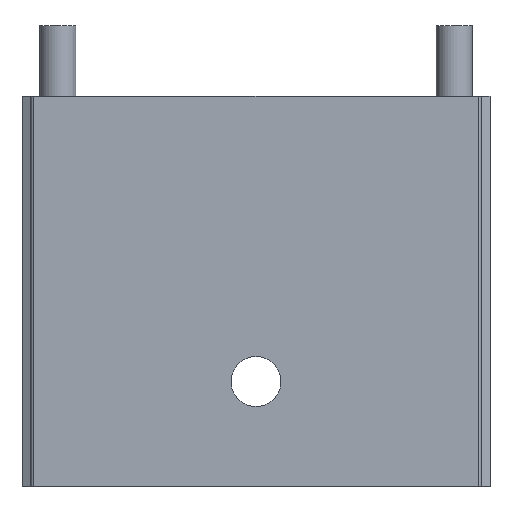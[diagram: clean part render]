
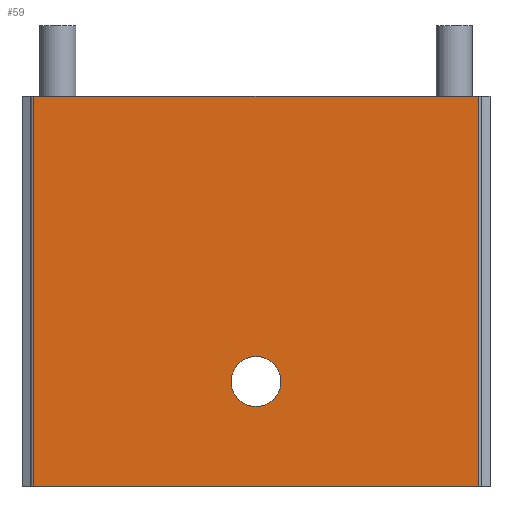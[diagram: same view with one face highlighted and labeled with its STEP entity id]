
A CAD part, front view. The second image highlights one B-rep face of the part: STEP entity #59.
In plain terms, the highlighted planar face has unit normal (0, -1, 0).
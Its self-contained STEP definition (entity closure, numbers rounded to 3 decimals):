
#59=ADVANCED_FACE('NONE',(#133,#134),#135,.F.);
#133=FACE_OUTER_BOUND('',#255,.T.);
#134=FACE_BOUND('',#256,.T.);
#135=PLANE('',#257);
#255=EDGE_LOOP('',(#448,#449,#450,#451));
#256=EDGE_LOOP('',(#452,#453));
#257=AXIS2_PLACEMENT_3D('',#454,#455,#456);
#448=ORIENTED_EDGE('',*,*,#923,.T.);
#449=ORIENTED_EDGE('',*,*,#924,.T.);
#450=ORIENTED_EDGE('',*,*,#925,.F.);
#451=ORIENTED_EDGE('',*,*,#898,.T.);
#452=ORIENTED_EDGE('',*,*,#926,.T.);
#453=ORIENTED_EDGE('',*,*,#879,.T.);
#454=CARTESIAN_POINT('',(0.5,0.0,25.0));
#455=DIRECTION('',(0.0,1.0,0.0));
#456=DIRECTION('',(1.0,0.0,-0.0));
#879=EDGE_CURVE('NONE',#1057,#1058,#1059,.T.);
#898=EDGE_CURVE('NONE',#1089,#1093,#1095,.T.);
#923=EDGE_CURVE('NONE',#1093,#1138,#1139,.T.);
#924=EDGE_CURVE('NONE',#1138,#1140,#1141,.T.);
#925=EDGE_CURVE('NONE',#1089,#1140,#1142,.T.);
#926=EDGE_CURVE('NONE',#1058,#1057,#1143,.T.);
#1057=VERTEX_POINT('NONE',#1343);
#1058=VERTEX_POINT('NONE',#1344);
#1059=CIRCLE('',#1345,1.6);
#1089=VERTEX_POINT('NONE',#1383);
#1093=VERTEX_POINT('NONE',#1388);
#1095=LINE('',#1390,#1391);
#1138=VERTEX_POINT('NONE',#1452);
#1139=LINE('',#1453,#1454);
#1140=VERTEX_POINT('NONE',#1455);
#1141=LINE('',#1456,#1457);
#1142=LINE('',#1458,#1459);
#1143=CIRCLE('',#1460,1.6);
#1343=CARTESIAN_POINT('',(15.0,0.0,5.1));
#1344=CARTESIAN_POINT('',(15.0,0.0,8.3));
#1345=AXIS2_PLACEMENT_3D('',#1723,#1724,#1725);
#1383=CARTESIAN_POINT('',(0.767,0.0,25.0));
#1388=CARTESIAN_POINT('',(0.767,0.0,0.0));
#1390=CARTESIAN_POINT('',(0.767,0.0,25.0));
#1391=VECTOR('',#1762,1000.0);
#1452=CARTESIAN_POINT('',(29.233,0.0,0.0));
#1453=CARTESIAN_POINT('',(0.5,0.0,0.0));
#1454=VECTOR('',#1799,1000.0);
#1455=CARTESIAN_POINT('',(29.233,0.0,25.0));
#1456=CARTESIAN_POINT('',(29.233,0.0,25.0));
#1457=VECTOR('',#1800,1000.0);
#1458=CARTESIAN_POINT('',(0.5,0.0,25.0));
#1459=VECTOR('',#1801,1000.0);
#1460=AXIS2_PLACEMENT_3D('',#1802,#1803,#1804);
#1723=CARTESIAN_POINT('',(15.0,0.0,6.7));
#1724=DIRECTION('',(0.0,1.0,0.0));
#1725=DIRECTION('',(0.0,0.0,1.0));
#1762=DIRECTION('',(0.0,0.0,-1.0));
#1799=DIRECTION('',(1.0,0.0,0.0));
#1800=DIRECTION('',(-0.0,-0.0,1.0));
#1801=DIRECTION('',(1.0,0.0,0.0));
#1802=CARTESIAN_POINT('',(15.0,0.0,6.7));
#1803=DIRECTION('',(0.0,1.0,0.0));
#1804=DIRECTION('',(0.0,0.0,1.0));
